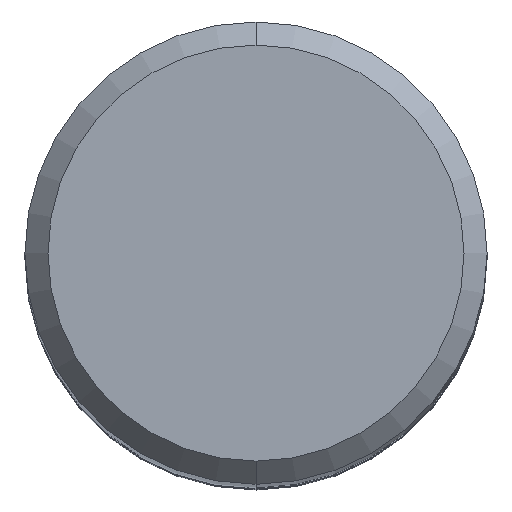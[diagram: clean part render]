
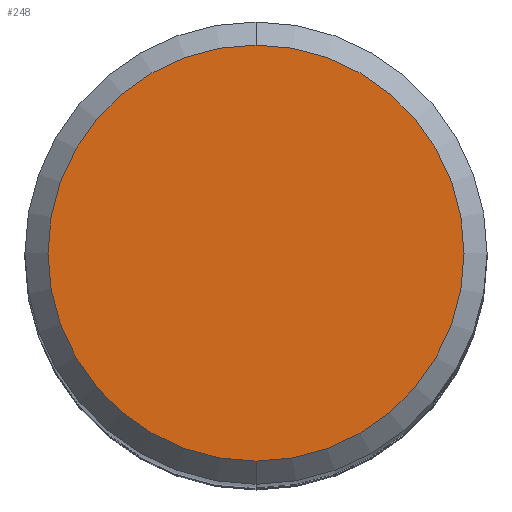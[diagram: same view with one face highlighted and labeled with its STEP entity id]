
A CAD part, top view. The second image highlights one B-rep face of the part: STEP entity #248.
In plain terms, the highlighted planar face has unit normal (0, 0, 1).
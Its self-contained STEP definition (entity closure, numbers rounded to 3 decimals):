
#126=VERTEX_POINT('',#317);
#194=EDGE_CURVE('',#216,#126,#396,.T.);
#216=VERTEX_POINT('',#419);
#222=EDGE_CURVE('',#126,#216,#425,.T.);
#248=ADVANCED_FACE('',(#453),#454,.T.);
#317=CARTESIAN_POINT('',(0.0,4.5,0.0));
#396=CIRCLE('',#621,4.5);
#419=CARTESIAN_POINT('',(0.,-4.5,0.0));
#425=CIRCLE('',#664,4.5);
#453=FACE_OUTER_BOUND('',#698,.T.);
#454=PLANE('',#699);
#621=AXIS2_PLACEMENT_3D('',#875,#876,#877);
#664=AXIS2_PLACEMENT_3D('',#895,#896,#897);
#698=EDGE_LOOP('',(#933,#934));
#699=AXIS2_PLACEMENT_3D('',#935,#936,#937);
#875=CARTESIAN_POINT('',(0.0,0.0,0.0));
#876=DIRECTION('',(0.0,0.0,-1.0));
#877=DIRECTION('',(0.0,1.0,0.0));
#895=CARTESIAN_POINT('',(0.0,0.0,0.0));
#896=DIRECTION('',(0.0,0.0,-1.0));
#897=DIRECTION('',(0.0,1.0,0.0));
#933=ORIENTED_EDGE('',*,*,#222,.F.);
#934=ORIENTED_EDGE('',*,*,#194,.F.);
#935=CARTESIAN_POINT('',(0.0,2.25,0.0));
#936=DIRECTION('',(-0.0,0.0,1.0));
#937=DIRECTION('',(0.0,-1.0,0.0));
